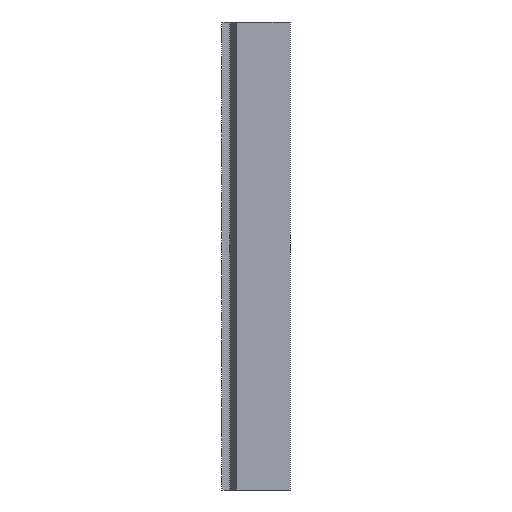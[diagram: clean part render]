
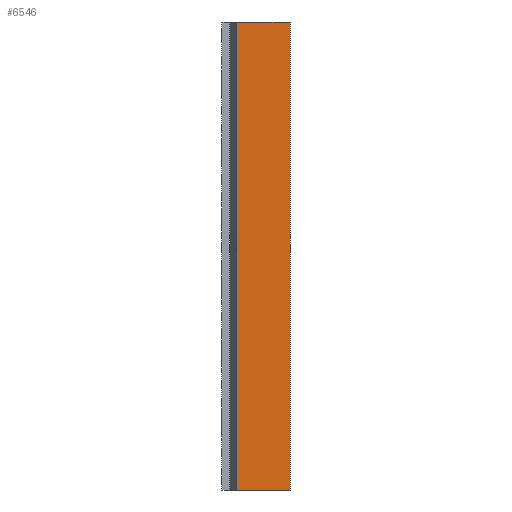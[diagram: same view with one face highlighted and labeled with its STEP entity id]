
A CAD part, left-side view. The second image highlights one B-rep face of the part: STEP entity #6546.
In plain terms, the highlighted planar face has unit normal (-1, 0, 0).
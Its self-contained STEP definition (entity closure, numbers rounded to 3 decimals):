
#367 = DIRECTION ( 'NONE',  ( 0., -1., 0. ) ) ;
#368 = CARTESIAN_POINT ( 'NONE',  ( -25., 7.629, 185. ) ) ;
#381 = DIRECTION ( 'NONE',  ( 0., -1., 0. ) ) ;
#383 = CARTESIAN_POINT ( 'NONE',  ( -25., 7.629, 0. ) ) ;
#1915 = DIRECTION ( 'NONE',  ( 0., 0., -1. ) ) ;
#1916 = DIRECTION ( 'NONE',  ( 1., 0., 0. ) ) ;
#1917 = CARTESIAN_POINT ( 'NONE',  ( -25., 7.629, 185. ) ) ;
#1918 = PLANE ( 'NONE',  #2558 ) ;
#2123 = CARTESIAN_POINT ( 'NONE',  ( -25., 7.629, 185. ) ) ;
#2243 = CARTESIAN_POINT ( 'NONE',  ( -25., 7.629, 0. ) ) ;
#2250 = CARTESIAN_POINT ( 'NONE',  ( -25., -13.5, 0. ) ) ;
#2393 = CARTESIAN_POINT ( 'NONE',  ( -25., -13.5, 185. ) ) ;
#2558 = AXIS2_PLACEMENT_3D ( 'NONE', #1917, #1916, #1915 ) ;
#6164 = VERTEX_POINT ( 'NONE', #2393 ) ;
#6292 = VERTEX_POINT ( 'NONE', #2250 ) ;
#6299 = VERTEX_POINT ( 'NONE', #2243 ) ;
#6416 = VERTEX_POINT ( 'NONE', #2123 ) ;
#6546 = ADVANCED_FACE ( 'NONE', ( #10925 ), #1918, .F. ) ;
#7780 = EDGE_CURVE ( 'NONE', #6299, #6292, #10794, .T. ) ;
#7784 = EDGE_CURVE ( 'NONE', #6416, #6164, #10818, .T. ) ;
#7865 = EDGE_CURVE ( 'NONE', #6416, #6299, #10697, .T. ) ;
#7866 = EDGE_CURVE ( 'NONE', #6164, #6292, #10702, .T. ) ;
#9633 = ORIENTED_EDGE ( 'NONE', *, *, #7780, .T. ) ;
#9634 = ORIENTED_EDGE ( 'NONE', *, *, #7866, .F. ) ;
#9635 = ORIENTED_EDGE ( 'NONE', *, *, #7784, .F. ) ;
#9636 = ORIENTED_EDGE ( 'NONE', *, *, #7865, .T. ) ;
#9987 = DIRECTION ( 'NONE',  ( 0., 0., -1. ) ) ;
#9988 = CARTESIAN_POINT ( 'NONE',  ( -25., -13.5, 185. ) ) ;
#9989 = DIRECTION ( 'NONE',  ( 0., 0., -1. ) ) ;
#9990 = CARTESIAN_POINT ( 'NONE',  ( -25., 7.629, 185. ) ) ;
#10186 = EDGE_LOOP ( 'NONE', ( #9633, #9634, #9635, #9636 ) ) ;
#10697 = LINE ( 'NONE', #9990, #10771 ) ;
#10702 = LINE ( 'NONE', #9988, #10803 ) ;
#10771 = VECTOR ( 'NONE', #9989, 1000. ) ;
#10790 = VECTOR ( 'NONE', #381, 1000. ) ;
#10794 = LINE ( 'NONE', #383, #10790 ) ;
#10803 = VECTOR ( 'NONE', #9987, 1000. ) ;
#10815 = VECTOR ( 'NONE', #367, 1000. ) ;
#10818 = LINE ( 'NONE', #368, #10815 ) ;
#10925 = FACE_OUTER_BOUND ( 'NONE', #10186, .T. ) ;
